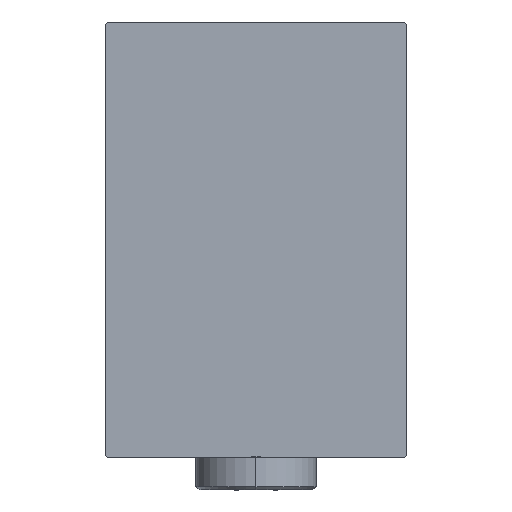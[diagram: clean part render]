
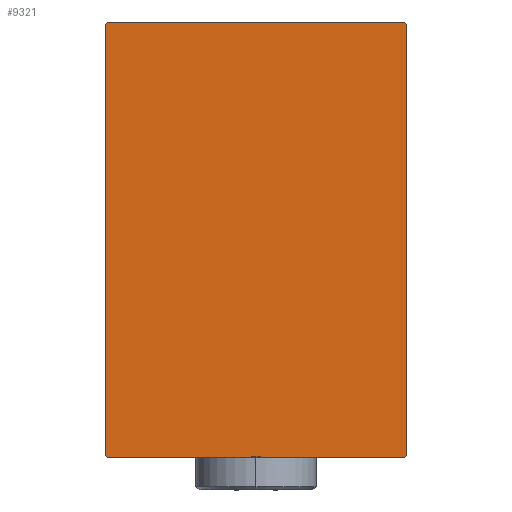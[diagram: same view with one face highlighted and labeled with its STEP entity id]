
A CAD part, left-side view. The second image highlights one B-rep face of the part: STEP entity #9321.
In plain terms, the highlighted face is planar.
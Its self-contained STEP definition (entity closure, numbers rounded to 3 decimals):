
#565 = DIRECTION ( 'NONE',  ( 0., -0.707, -0.707 ) ) ;
#897 = EDGE_CURVE ( 'NONE', #43914, #38507, #22061, .T. ) ;
#1224 = CARTESIAN_POINT ( 'NONE',  ( 130., -27.35, 27.35 ) ) ;
#1851 = EDGE_CURVE ( 'NONE', #4560, #15037, #20294, .T. ) ;
#2941 = ORIENTED_EDGE ( 'NONE', *, *, #42655, .T. ) ;
#4560 = VERTEX_POINT ( 'NONE', #25382 ) ;
#4585 = DIRECTION ( 'NONE',  ( 1., 0., 0. ) ) ;
#4829 = LINE ( 'NONE', #1224, #8908 ) ;
#5315 = EDGE_CURVE ( 'NONE', #37396, #32632, #42276, .T. ) ;
#5583 = CARTESIAN_POINT ( 'NONE',  ( 130., -22.5, -32.2 ) ) ;
#7084 = ORIENTED_EDGE ( 'NONE', *, *, #39468, .T. ) ;
#7285 = LINE ( 'NONE', #17182, #8935 ) ;
#7918 = CARTESIAN_POINT ( 'NONE',  ( 130., 27.35, 27.35 ) ) ;
#8131 = VECTOR ( 'NONE', #10857, 1000. ) ;
#8908 = VECTOR ( 'NONE', #565, 1000. ) ;
#8935 = VECTOR ( 'NONE', #24161, 1000. ) ;
#9141 = CARTESIAN_POINT ( 'NONE',  ( 130., -22.2, 32.5 ) ) ;
#9321 = ADVANCED_FACE ( 'NONE', ( #25075 ), #11333, .T. ) ;
#10857 = DIRECTION ( 'NONE',  ( 0., 1., 0. ) ) ;
#10992 = LINE ( 'NONE', #18416, #23720 ) ;
#11115 = EDGE_LOOP ( 'NONE', ( #43953, #20210, #34016, #2941, #24762, #7084, #14991, #19477 ) ) ;
#11333 = PLANE ( 'NONE',  #35392 ) ;
#11419 = CARTESIAN_POINT ( 'NONE',  ( 130., 22.5, 32.5 ) ) ;
#14673 = DIRECTION ( 'NONE',  ( 0., -0.707, 0.707 ) ) ;
#14991 = ORIENTED_EDGE ( 'NONE', *, *, #1851, .T. ) ;
#15037 = VERTEX_POINT ( 'NONE', #5583 ) ;
#15454 = CARTESIAN_POINT ( 'NONE',  ( 130., 22.5, -32.2 ) ) ;
#15752 = DIRECTION ( 'NONE',  ( 0., 0.707, 0.707 ) ) ;
#15901 = CARTESIAN_POINT ( 'NONE',  ( 130., 22.2, 32.5 ) ) ;
#17182 = CARTESIAN_POINT ( 'NONE',  ( 130., 22.5, -32.5 ) ) ;
#17319 = VECTOR ( 'NONE', #31703, 1000. ) ;
#18416 = CARTESIAN_POINT ( 'NONE',  ( 130., -27.35, -27.35 ) ) ;
#19477 = ORIENTED_EDGE ( 'NONE', *, *, #29669, .T. ) ;
#20210 = ORIENTED_EDGE ( 'NONE', *, *, #897, .T. ) ;
#20294 = LINE ( 'NONE', #37644, #28734 ) ;
#22061 = LINE ( 'NONE', #43459, #32291 ) ;
#22364 = CARTESIAN_POINT ( 'NONE',  ( 130., 0., 0. ) ) ;
#23720 = VECTOR ( 'NONE', #42518, 1000. ) ;
#23931 = CARTESIAN_POINT ( 'NONE',  ( 130., -22.5, -32.5 ) ) ;
#24161 = DIRECTION ( 'NONE',  ( 0., 0., 1. ) ) ;
#24762 = ORIENTED_EDGE ( 'NONE', *, *, #5315, .T. ) ;
#25075 = FACE_OUTER_BOUND ( 'NONE', #11115, .T. ) ;
#25382 = CARTESIAN_POINT ( 'NONE',  ( 130., -22.5, 32.2 ) ) ;
#27845 = CARTESIAN_POINT ( 'NONE',  ( 130., 22.5, 32.2 ) ) ;
#28734 = VECTOR ( 'NONE', #41231, 1000. ) ;
#29669 = EDGE_CURVE ( 'NONE', #15037, #39994, #10992, .T. ) ;
#29969 = VERTEX_POINT ( 'NONE', #27845 ) ;
#31703 = DIRECTION ( 'NONE',  ( 0., -1., 0. ) ) ;
#31975 = VECTOR ( 'NONE', #14673, 1000. ) ;
#32291 = VECTOR ( 'NONE', #15752, 1000. ) ;
#32505 = DIRECTION ( 'NONE',  ( 0., 0., -1. ) ) ;
#32632 = VERTEX_POINT ( 'NONE', #9141 ) ;
#33581 = CARTESIAN_POINT ( 'NONE',  ( 130., 22.2, -32.5 ) ) ;
#34016 = ORIENTED_EDGE ( 'NONE', *, *, #44393, .T. ) ;
#35392 = AXIS2_PLACEMENT_3D ( 'NONE', #22364, #4585, #32505 ) ;
#37396 = VERTEX_POINT ( 'NONE', #15901 ) ;
#37644 = CARTESIAN_POINT ( 'NONE',  ( 130., -22.5, 32.5 ) ) ;
#38116 = LINE ( 'NONE', #23931, #8131 ) ;
#38507 = VERTEX_POINT ( 'NONE', #15454 ) ;
#38620 = EDGE_CURVE ( 'NONE', #39994, #43914, #38116, .T. ) ;
#39468 = EDGE_CURVE ( 'NONE', #32632, #4560, #4829, .T. ) ;
#39994 = VERTEX_POINT ( 'NONE', #44555 ) ;
#41231 = DIRECTION ( 'NONE',  ( 0., 0., -1. ) ) ;
#42276 = LINE ( 'NONE', #11419, #17319 ) ;
#42518 = DIRECTION ( 'NONE',  ( 0., 0.707, -0.707 ) ) ;
#42655 = EDGE_CURVE ( 'NONE', #29969, #37396, #43203, .T. ) ;
#43203 = LINE ( 'NONE', #7918, #31975 ) ;
#43459 = CARTESIAN_POINT ( 'NONE',  ( 130., 27.35, -27.35 ) ) ;
#43914 = VERTEX_POINT ( 'NONE', #33581 ) ;
#43953 = ORIENTED_EDGE ( 'NONE', *, *, #38620, .T. ) ;
#44393 = EDGE_CURVE ( 'NONE', #38507, #29969, #7285, .T. ) ;
#44555 = CARTESIAN_POINT ( 'NONE',  ( 130., -22.2, -32.5 ) ) ;
